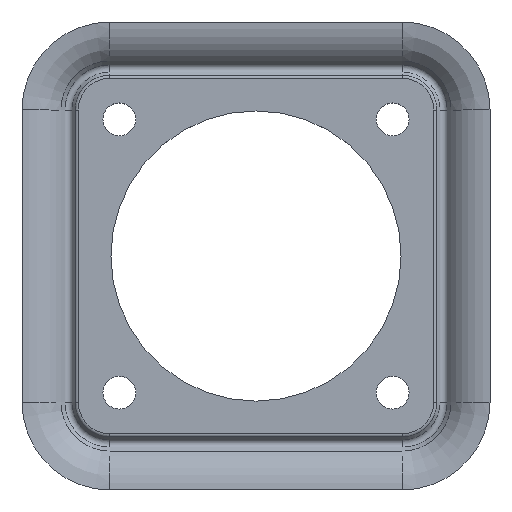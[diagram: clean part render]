
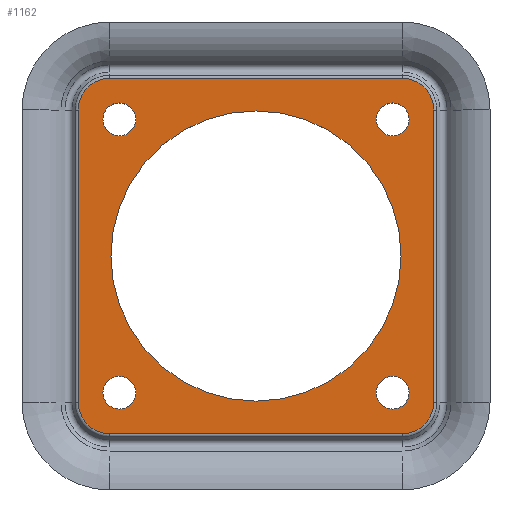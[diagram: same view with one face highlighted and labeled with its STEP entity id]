
A CAD part, top view. The second image highlights one B-rep face of the part: STEP entity #1162.
In plain terms, the highlighted planar face has unit normal (0, 0, 1).
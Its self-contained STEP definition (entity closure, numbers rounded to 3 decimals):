
#59=CARTESIAN_POINT('',(0.,0.,1.));
#60=DIRECTION('',(0.,0.,-1.));
#61=DIRECTION('',(1.,0.,0.));
#62=AXIS2_PLACEMENT_3D('',#59,#60,#61);
#64=CARTESIAN_POINT('',(0.,0.,1.));
#65=DIRECTION('',(0.,0.,-1.));
#66=DIRECTION('',(-1.,0.,0.));
#67=AXIS2_PLACEMENT_3D('',#64,#65,#66);
#69=CARTESIAN_POINT('',(15.6,15.6,1.));
#70=DIRECTION('',(0.,0.,1.));
#71=DIRECTION('',(1.,0.,0.));
#72=AXIS2_PLACEMENT_3D('',#69,#70,#71);
#74=DIRECTION('',(0.,1.,0.));
#75=VECTOR('',#74,31.2);
#76=CARTESIAN_POINT('',(19.,-15.6,1.));
#77=LINE('',#76,#75);
#78=CARTESIAN_POINT('',(15.6,-15.6,1.));
#79=DIRECTION('',(0.,0.,1.));
#80=DIRECTION('',(0.,-1.,0.));
#81=AXIS2_PLACEMENT_3D('',#78,#79,#80);
#83=DIRECTION('',(1.,0.,0.));
#84=VECTOR('',#83,31.2);
#85=CARTESIAN_POINT('',(-15.6,-19.,1.));
#86=LINE('',#85,#84);
#87=CARTESIAN_POINT('',(-15.6,-15.6,1.));
#88=DIRECTION('',(0.,0.,1.));
#89=DIRECTION('',(-1.,0.,0.));
#90=AXIS2_PLACEMENT_3D('',#87,#88,#89);
#92=DIRECTION('',(0.,-1.,0.));
#93=VECTOR('',#92,31.2);
#94=CARTESIAN_POINT('',(-19.,15.6,1.));
#95=LINE('',#94,#93);
#96=CARTESIAN_POINT('',(-15.6,15.6,1.));
#97=DIRECTION('',(0.,0.,1.));
#98=DIRECTION('',(0.,1.,0.));
#99=AXIS2_PLACEMENT_3D('',#96,#97,#98);
#101=CARTESIAN_POINT('',(-14.6,14.6,1.));
#102=DIRECTION('',(0.,0.,1.));
#103=DIRECTION('',(1.,0.,0.));
#104=AXIS2_PLACEMENT_3D('',#101,#102,#103);
#106=CARTESIAN_POINT('',(-14.6,14.6,1.));
#107=DIRECTION('',(0.,0.,1.));
#108=DIRECTION('',(-1.,0.,0.));
#109=AXIS2_PLACEMENT_3D('',#106,#107,#108);
#111=CARTESIAN_POINT('',(14.6,14.6,1.));
#112=DIRECTION('',(0.,0.,1.));
#113=DIRECTION('',(1.,0.,0.));
#114=AXIS2_PLACEMENT_3D('',#111,#112,#113);
#116=CARTESIAN_POINT('',(14.6,14.6,1.));
#117=DIRECTION('',(0.,0.,1.));
#118=DIRECTION('',(-1.,0.,0.));
#119=AXIS2_PLACEMENT_3D('',#116,#117,#118);
#121=CARTESIAN_POINT('',(14.6,-14.6,1.));
#122=DIRECTION('',(0.,0.,1.));
#123=DIRECTION('',(1.,0.,0.));
#124=AXIS2_PLACEMENT_3D('',#121,#122,#123);
#126=CARTESIAN_POINT('',(14.6,-14.6,1.));
#127=DIRECTION('',(0.,0.,1.));
#128=DIRECTION('',(-1.,0.,0.));
#129=AXIS2_PLACEMENT_3D('',#126,#127,#128);
#131=CARTESIAN_POINT('',(-14.6,-14.6,1.));
#132=DIRECTION('',(0.,0.,1.));
#133=DIRECTION('',(1.,0.,0.));
#134=AXIS2_PLACEMENT_3D('',#131,#132,#133);
#136=CARTESIAN_POINT('',(-14.6,-14.6,1.));
#137=DIRECTION('',(0.,0.,1.));
#138=DIRECTION('',(-1.,0.,0.));
#139=AXIS2_PLACEMENT_3D('',#136,#137,#138);
#150=DIRECTION('',(-1.,0.,0.));
#151=VECTOR('',#150,31.2);
#152=CARTESIAN_POINT('',(15.6,19.,1.));
#153=LINE('',#152,#151);
#833=CARTESIAN_POINT('',(15.5,0.,1.));
#834=CARTESIAN_POINT('',(-15.5,0.,1.));
#835=VERTEX_POINT('',#833);
#836=VERTEX_POINT('',#834);
#949=CARTESIAN_POINT('',(-15.6,19.,1.));
#950=CARTESIAN_POINT('',(-19.,15.6,1.));
#951=VERTEX_POINT('',#949);
#952=VERTEX_POINT('',#950);
#953=CARTESIAN_POINT('',(-19.,-15.6,1.));
#954=VERTEX_POINT('',#953);
#955=CARTESIAN_POINT('',(-15.6,-19.,1.));
#956=VERTEX_POINT('',#955);
#957=CARTESIAN_POINT('',(15.6,-19.,1.));
#958=VERTEX_POINT('',#957);
#959=CARTESIAN_POINT('',(19.,-15.6,1.));
#960=VERTEX_POINT('',#959);
#961=CARTESIAN_POINT('',(19.,15.6,1.));
#962=VERTEX_POINT('',#961);
#963=CARTESIAN_POINT('',(15.6,19.,1.));
#964=VERTEX_POINT('',#963);
#1013=CARTESIAN_POINT('',(-12.85,14.6,1.));
#1014=CARTESIAN_POINT('',(-16.35,14.6,1.));
#1015=VERTEX_POINT('',#1013);
#1016=VERTEX_POINT('',#1014);
#1017=CARTESIAN_POINT('',(16.35,14.6,1.));
#1018=CARTESIAN_POINT('',(12.85,14.6,1.));
#1019=VERTEX_POINT('',#1017);
#1020=VERTEX_POINT('',#1018);
#1021=CARTESIAN_POINT('',(16.35,-14.6,1.));
#1022=CARTESIAN_POINT('',(12.85,-14.6,1.));
#1023=VERTEX_POINT('',#1021);
#1024=VERTEX_POINT('',#1022);
#1025=CARTESIAN_POINT('',(-12.85,-14.6,1.));
#1026=CARTESIAN_POINT('',(-16.35,-14.6,1.));
#1027=VERTEX_POINT('',#1025);
#1028=VERTEX_POINT('',#1026);
#1111=CARTESIAN_POINT('',(0.,0.,1.));
#1112=DIRECTION('',(0.,0.,1.));
#1113=DIRECTION('',(1.,0.,0.));
#1114=AXIS2_PLACEMENT_3D('',#1111,#1112,#1113);
#1115=PLANE('',#1114);
#1117=ORIENTED_EDGE('',*,*,#1116,.F.);
#1119=ORIENTED_EDGE('',*,*,#1118,.F.);
#1121=ORIENTED_EDGE('',*,*,#1120,.F.);
#1123=ORIENTED_EDGE('',*,*,#1122,.F.);
#1125=ORIENTED_EDGE('',*,*,#1124,.F.);
#1127=ORIENTED_EDGE('',*,*,#1126,.F.);
#1129=ORIENTED_EDGE('',*,*,#1128,.F.);
#1131=ORIENTED_EDGE('',*,*,#1130,.F.);
#1132=EDGE_LOOP('',(#1117,#1119,#1121,#1123,#1125,#1127,#1129,#1131));
#1133=FACE_OUTER_BOUND('',#1132,.F.);
#1134=ORIENTED_EDGE('',*,*,#1091,.F.);
#1135=ORIENTED_EDGE('',*,*,#1105,.F.);
#1136=EDGE_LOOP('',(#1134,#1135));
#1137=FACE_BOUND('',#1136,.F.);
#1139=ORIENTED_EDGE('',*,*,#1138,.T.);
#1141=ORIENTED_EDGE('',*,*,#1140,.T.);
#1142=EDGE_LOOP('',(#1139,#1141));
#1143=FACE_BOUND('',#1142,.F.);
#1145=ORIENTED_EDGE('',*,*,#1144,.T.);
#1147=ORIENTED_EDGE('',*,*,#1146,.T.);
#1148=EDGE_LOOP('',(#1145,#1147));
#1149=FACE_BOUND('',#1148,.F.);
#1151=ORIENTED_EDGE('',*,*,#1150,.T.);
#1153=ORIENTED_EDGE('',*,*,#1152,.T.);
#1154=EDGE_LOOP('',(#1151,#1153));
#1155=FACE_BOUND('',#1154,.F.);
#1157=ORIENTED_EDGE('',*,*,#1156,.T.);
#1159=ORIENTED_EDGE('',*,*,#1158,.T.);
#1160=EDGE_LOOP('',(#1157,#1159));
#1161=FACE_BOUND('',#1160,.F.);
#1162=ADVANCED_FACE('',(#1133,#1137,#1143,#1149,#1155,#1161),#1115,.T.);
#63=CIRCLE('',#62,15.5);
#68=CIRCLE('',#67,15.5);
#73=CIRCLE('',#72,3.4);
#82=CIRCLE('',#81,3.4);
#91=CIRCLE('',#90,3.4);
#100=CIRCLE('',#99,3.4);
#105=CIRCLE('',#104,1.75);
#110=CIRCLE('',#109,1.75);
#115=CIRCLE('',#114,1.75);
#120=CIRCLE('',#119,1.75);
#125=CIRCLE('',#124,1.75);
#130=CIRCLE('',#129,1.75);
#135=CIRCLE('',#134,1.75);
#140=CIRCLE('',#139,1.75);
#1091=EDGE_CURVE('',#835,#836,#63,.T.);
#1105=EDGE_CURVE('',#836,#835,#68,.T.);
#1116=EDGE_CURVE('',#964,#951,#153,.T.);
#1118=EDGE_CURVE('',#962,#964,#73,.T.);
#1120=EDGE_CURVE('',#960,#962,#77,.T.);
#1122=EDGE_CURVE('',#958,#960,#82,.T.);
#1124=EDGE_CURVE('',#956,#958,#86,.T.);
#1126=EDGE_CURVE('',#954,#956,#91,.T.);
#1128=EDGE_CURVE('',#952,#954,#95,.T.);
#1130=EDGE_CURVE('',#951,#952,#100,.T.);
#1138=EDGE_CURVE('',#1015,#1016,#105,.T.);
#1140=EDGE_CURVE('',#1016,#1015,#110,.T.);
#1144=EDGE_CURVE('',#1019,#1020,#115,.T.);
#1146=EDGE_CURVE('',#1020,#1019,#120,.T.);
#1150=EDGE_CURVE('',#1023,#1024,#125,.T.);
#1152=EDGE_CURVE('',#1024,#1023,#130,.T.);
#1156=EDGE_CURVE('',#1027,#1028,#135,.T.);
#1158=EDGE_CURVE('',#1028,#1027,#140,.T.);
